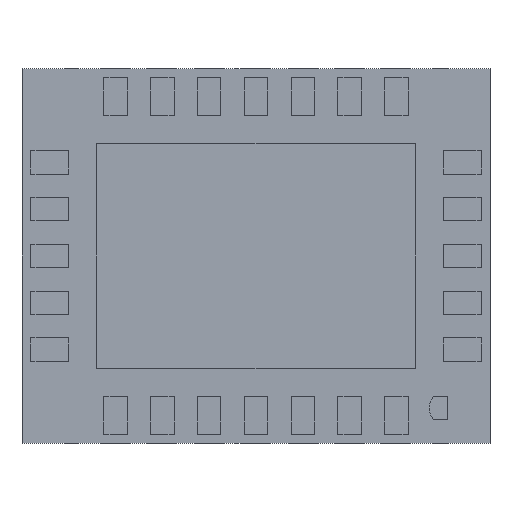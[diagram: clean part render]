
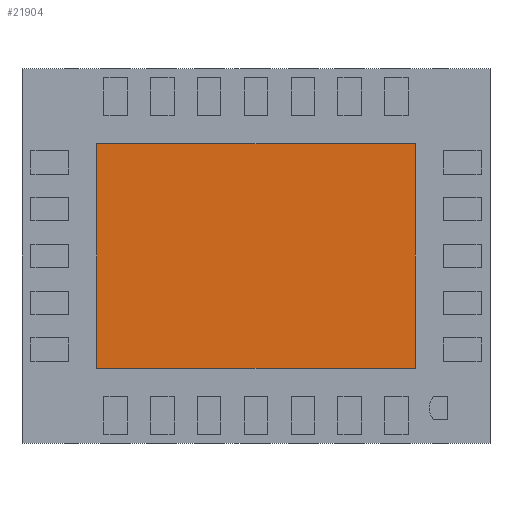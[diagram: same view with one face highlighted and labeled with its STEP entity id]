
A CAD part, front view. The second image highlights one B-rep face of the part: STEP entity #21904.
In plain terms, the highlighted planar face has unit normal (0, -1, 0).
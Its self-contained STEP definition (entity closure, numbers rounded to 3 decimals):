
#21781=DIRECTION('',(0.,0.,1.));
#21782=VECTOR('',#21781,2.4);
#21783=CARTESIAN_POINT('',(1.7,0.,-1.2));
#21784=LINE('',#21783,#21782);
#21788=DIRECTION('',(1.,0.,0.));
#21789=VECTOR('',#21788,3.4);
#21790=CARTESIAN_POINT('',(-1.7,0.,-1.2));
#21791=LINE('',#21790,#21789);
#21795=DIRECTION('',(0.,0.,-1.));
#21796=VECTOR('',#21795,2.4);
#21797=CARTESIAN_POINT('',(-1.7,0.,1.2));
#21798=LINE('',#21797,#21796);
#21802=DIRECTION('',(-1.,0.,0.));
#21803=VECTOR('',#21802,3.4);
#21804=CARTESIAN_POINT('',(1.7,0.,1.2));
#21805=LINE('',#21804,#21803);
#21873=CARTESIAN_POINT('',(1.7,0.,-1.2));
#21874=CARTESIAN_POINT('',(1.7,0.,1.2));
#21875=VERTEX_POINT('',#21873);
#21876=VERTEX_POINT('',#21874);
#21877=CARTESIAN_POINT('',(-1.7,0.,1.2));
#21878=VERTEX_POINT('',#21877);
#21879=CARTESIAN_POINT('',(-1.7,0.,-1.2));
#21880=VERTEX_POINT('',#21879);
#21889=CARTESIAN_POINT('',(0.,0.,0.));
#21890=DIRECTION('',(0.,1.,0.));
#21891=DIRECTION('',(1.,0.,0.));
#21892=AXIS2_PLACEMENT_3D('',#21889,#21890,#21891);
#21893=PLANE('',#21892);
#21895=ORIENTED_EDGE('',*,*,#21894,.F.);
#21897=ORIENTED_EDGE('',*,*,#21896,.F.);
#21899=ORIENTED_EDGE('',*,*,#21898,.F.);
#21901=ORIENTED_EDGE('',*,*,#21900,.F.);
#21902=EDGE_LOOP('',(#21895,#21897,#21899,#21901));
#21903=FACE_OUTER_BOUND('',#21902,.F.);
#21904=ADVANCED_FACE('',(#21903),#21893,.F.);
#21894=EDGE_CURVE('',#21875,#21876,#21784,.T.);
#21896=EDGE_CURVE('',#21880,#21875,#21791,.T.);
#21898=EDGE_CURVE('',#21878,#21880,#21798,.T.);
#21900=EDGE_CURVE('',#21876,#21878,#21805,.T.);
